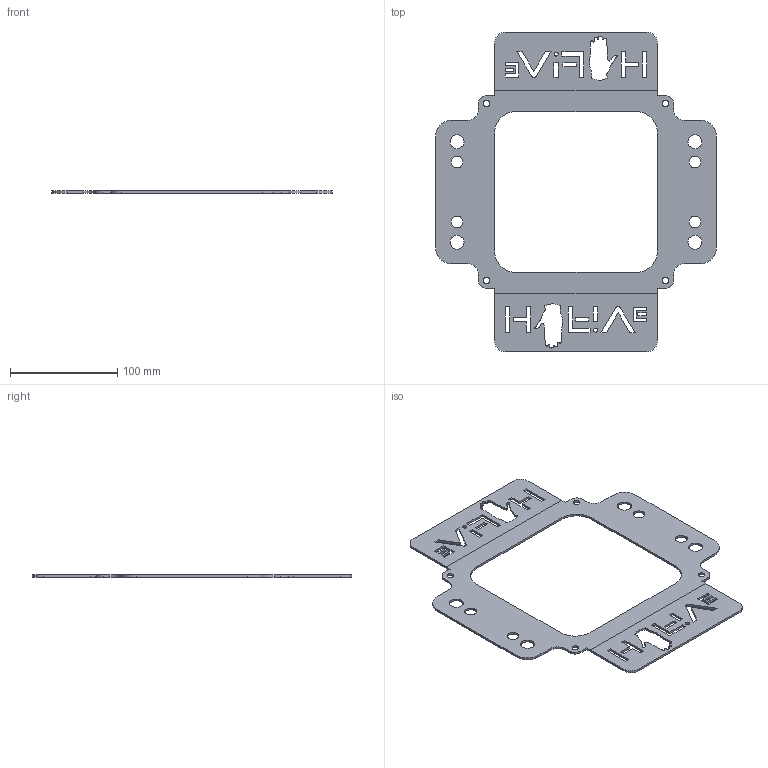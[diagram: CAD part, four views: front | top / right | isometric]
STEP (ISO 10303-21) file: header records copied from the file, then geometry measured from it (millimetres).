
FILE_DESCRIPTION(/* description */ (''),/* implementation_level */ '2;1');
FILE_NAME(/* name */ 'Deck_box_mounting_rev2-2_flat.step',/* time_stamp */ '2023-08-24T16:13:26+02:00',/* author */ (''),/* organization */ (''),/* preprocessor_version */ 'ST-DEVELOPER v20',/* originating_system */ 'Autodesk Translation Framework v12.9.0.99',/* authorisation */ '');
FILE_SCHEMA (('AUTOMOTIVE_DESIGN { 1 0 10303 214 3 1 1 }'));
Length unit declared in the file: millimetre
Products named in the file (1): Deck_box_mounting_v2
Bounding box: 262 x 298 x 2 mm (x, y, z)
Volume: 69323.6 mm3; surface area: 77096.4 mm2
Topology: 3 solids, 3 shells, 272 faces, 798 edges, 532 vertices
Faces by surface type: plane 164, cylinder 108
Full cylindrical faces by diameter (mm): 3.743 x2, 6 x4, 11 x4, 13 x4
Entity records: 9217 total; most frequent: CARTESIAN_POINT 1603, ORIENTED_EDGE 1596, DIRECTION 1560, EDGE_CURVE 798, LINE 582, VECTOR 582, VERTEX_POINT 532, AXIS2_PLACEMENT_3D 489
